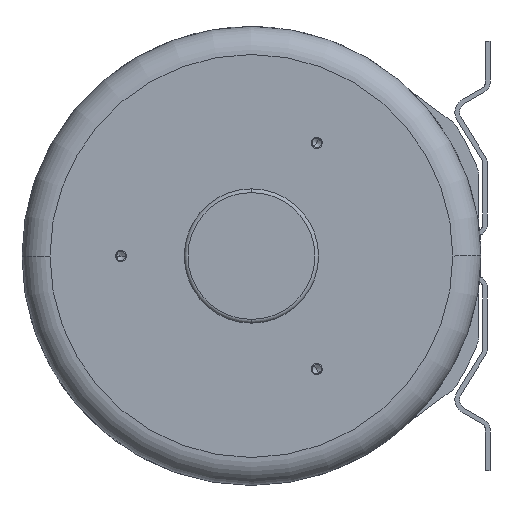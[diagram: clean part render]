
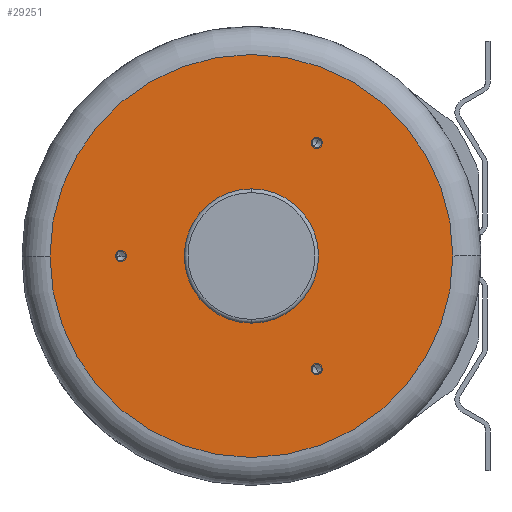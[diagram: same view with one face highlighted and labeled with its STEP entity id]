
A CAD part, left-side view. The second image highlights one B-rep face of the part: STEP entity #29251.
In plain terms, the highlighted planar face has unit normal (-1, 0, 0).
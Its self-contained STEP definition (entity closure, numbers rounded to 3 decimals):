
#11563=CARTESIAN_POINT('',(-63.8,0.,0.));
#11564=DIRECTION('',(-1.,0.,0.));
#11565=DIRECTION('',(0.,0.,1.));
#11566=AXIS2_PLACEMENT_3D('',#11563,#11564,#11565);
#11568=CARTESIAN_POINT('',(-63.8,0.,0.));
#11569=DIRECTION('',(-1.,0.,0.));
#11570=DIRECTION('',(0.,0.,-1.));
#11571=AXIS2_PLACEMENT_3D('',#11568,#11569,#11570);
#11573=CARTESIAN_POINT('',(-63.8,70.,0.));
#11574=DIRECTION('',(-1.,0.,0.));
#11575=DIRECTION('',(0.,1.,0.));
#11576=AXIS2_PLACEMENT_3D('',#11573,#11574,#11575);
#11578=CARTESIAN_POINT('',(-63.8,70.,0.));
#11579=DIRECTION('',(-1.,0.,0.));
#11580=DIRECTION('',(0.,-1.,0.));
#11581=AXIS2_PLACEMENT_3D('',#11578,#11579,#11580);
#11583=CARTESIAN_POINT('',(-63.8,-35.,60.622));
#11584=DIRECTION('',(-1.,0.,0.));
#11585=DIRECTION('',(0.,-0.5,0.866));
#11586=AXIS2_PLACEMENT_3D('',#11583,#11584,#11585);
#11588=CARTESIAN_POINT('',(-63.8,-35.,60.622));
#11589=DIRECTION('',(-1.,0.,0.));
#11590=DIRECTION('',(0.,0.5,-0.866));
#11591=AXIS2_PLACEMENT_3D('',#11588,#11589,#11590);
#11593=CARTESIAN_POINT('',(-63.8,-35.,-60.622));
#11594=DIRECTION('',(-1.,0.,0.));
#11595=DIRECTION('',(0.,-0.5,-0.866));
#11596=AXIS2_PLACEMENT_3D('',#11593,#11594,#11595);
#11598=CARTESIAN_POINT('',(-63.8,-35.,-60.622));
#11599=DIRECTION('',(-1.,0.,0.));
#11600=DIRECTION('',(0.,0.5,0.866));
#11601=AXIS2_PLACEMENT_3D('',#11598,#11599,#11600);
#11603=CARTESIAN_POINT('',(-63.8,0.,0.));
#11604=DIRECTION('',(-1.,0.,0.));
#11605=DIRECTION('',(0.,1.,0.));
#11606=AXIS2_PLACEMENT_3D('',#11603,#11604,#11605);
#11608=CARTESIAN_POINT('',(-63.8,0.,0.));
#11609=DIRECTION('',(-1.,0.,0.));
#11610=DIRECTION('',(0.,-1.,0.));
#11611=AXIS2_PLACEMENT_3D('',#11608,#11609,#11610);
#13098=CARTESIAN_POINT('',(-63.8,72.5,0.));
#13099=CARTESIAN_POINT('',(-63.8,67.5,0.));
#13100=VERTEX_POINT('',#13098);
#13101=VERTEX_POINT('',#13099);
#13108=CARTESIAN_POINT('',(-63.8,-36.25,62.787));
#13109=CARTESIAN_POINT('',(-63.8,-33.75,58.457));
#13110=VERTEX_POINT('',#13108);
#13111=VERTEX_POINT('',#13109);
#13118=CARTESIAN_POINT('',(-63.8,-36.25,-62.787));
#13119=CARTESIAN_POINT('',(-63.8,-33.75,-58.457));
#13120=VERTEX_POINT('',#13118);
#13121=VERTEX_POINT('',#13119);
#13132=CARTESIAN_POINT('',(-63.8,0.,36.));
#13133=CARTESIAN_POINT('',(-63.8,0.,-36.));
#13134=VERTEX_POINT('',#13132);
#13135=VERTEX_POINT('',#13133);
#15413=CARTESIAN_POINT('',(-63.8,108.,0.));
#15414=CARTESIAN_POINT('',(-63.8,-108.,0.));
#15415=VERTEX_POINT('',#15413);
#15416=VERTEX_POINT('',#15414);
#29217=CARTESIAN_POINT('',(-63.8,0.,0.));
#29218=DIRECTION('',(1.,0.,0.));
#29219=DIRECTION('',(0.,-1.,0.));
#29220=AXIS2_PLACEMENT_3D('',#29217,#29218,#29219);
#29221=PLANE('',#29220);
#29223=ORIENTED_EDGE('',*,*,#29222,.F.);
#29224=ORIENTED_EDGE('',*,*,#29207,.F.);
#29225=EDGE_LOOP('',(#29223,#29224));
#29226=FACE_OUTER_BOUND('',#29225,.F.);
#29228=ORIENTED_EDGE('',*,*,#29227,.T.);
#29230=ORIENTED_EDGE('',*,*,#29229,.T.);
#29231=EDGE_LOOP('',(#29228,#29230));
#29232=FACE_BOUND('',#29231,.F.);
#29234=ORIENTED_EDGE('',*,*,#29233,.T.);
#29236=ORIENTED_EDGE('',*,*,#29235,.T.);
#29237=EDGE_LOOP('',(#29234,#29236));
#29238=FACE_BOUND('',#29237,.F.);
#29240=ORIENTED_EDGE('',*,*,#29239,.T.);
#29242=ORIENTED_EDGE('',*,*,#29241,.T.);
#29243=EDGE_LOOP('',(#29240,#29242));
#29244=FACE_BOUND('',#29243,.F.);
#29246=ORIENTED_EDGE('',*,*,#29245,.T.);
#29248=ORIENTED_EDGE('',*,*,#29247,.T.);
#29249=EDGE_LOOP('',(#29246,#29248));
#29250=FACE_BOUND('',#29249,.F.);
#29251=ADVANCED_FACE('',(#29226,#29232,#29238,#29244,#29250),#29221,.F.);
#11567=CIRCLE('',#11566,36.);
#11572=CIRCLE('',#11571,36.);
#11577=CIRCLE('',#11576,2.5);
#11582=CIRCLE('',#11581,2.5);
#11587=CIRCLE('',#11586,2.5);
#11592=CIRCLE('',#11591,2.5);
#11597=CIRCLE('',#11596,2.5);
#11602=CIRCLE('',#11601,2.5);
#11607=CIRCLE('',#11606,108.);
#11612=CIRCLE('',#11611,108.);
#29207=EDGE_CURVE('',#15416,#15415,#11612,.T.);
#29222=EDGE_CURVE('',#15415,#15416,#11607,.T.);
#29227=EDGE_CURVE('',#13134,#13135,#11567,.T.);
#29229=EDGE_CURVE('',#13135,#13134,#11572,.T.);
#29233=EDGE_CURVE('',#13100,#13101,#11577,.T.);
#29235=EDGE_CURVE('',#13101,#13100,#11582,.T.);
#29239=EDGE_CURVE('',#13110,#13111,#11587,.T.);
#29241=EDGE_CURVE('',#13111,#13110,#11592,.T.);
#29245=EDGE_CURVE('',#13120,#13121,#11597,.T.);
#29247=EDGE_CURVE('',#13121,#13120,#11602,.T.);
